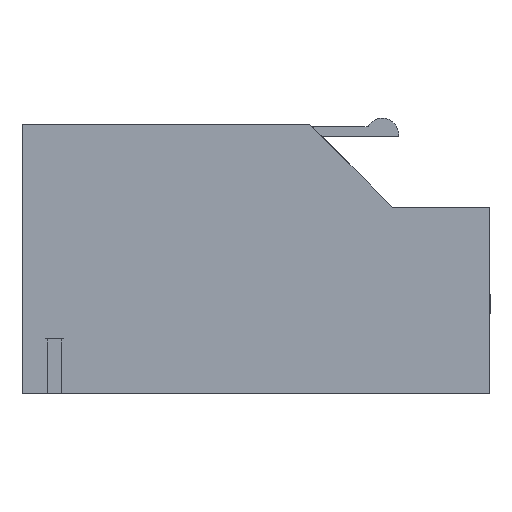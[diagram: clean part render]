
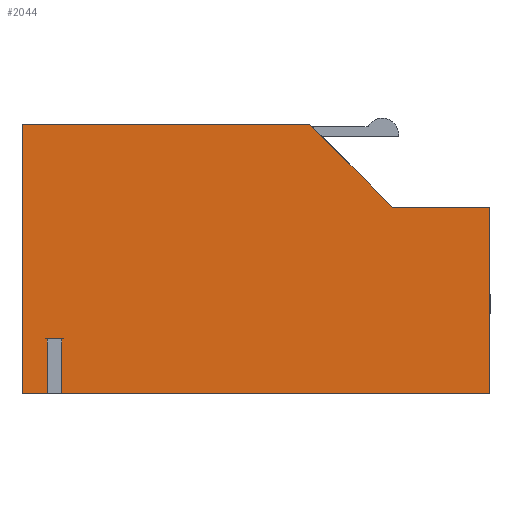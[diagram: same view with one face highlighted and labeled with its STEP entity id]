
A CAD part, left-side view. The second image highlights one B-rep face of the part: STEP entity #2044.
In plain terms, the highlighted planar face has unit normal (-1, 0, 0).
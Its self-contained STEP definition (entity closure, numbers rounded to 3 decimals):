
#487=DIRECTION('',(0.,0.,-1.));
#488=VECTOR('',#487,37.407);
#489=CARTESIAN_POINT('',(-187.246,50.012,140.7));
#490=LINE('',#489,#488);
#543=DIRECTION('',(0.,1.,0.));
#544=VECTOR('',#543,19.56);
#545=CARTESIAN_POINT('',(-187.246,50.012,140.7));
#546=LINE('',#545,#544);
#550=DIRECTION('',(0.,-1.,0.));
#551=VECTOR('',#550,85.85);
#552=CARTESIAN_POINT('',(-187.246,135.862,103.293));
#553=LINE('',#552,#551);
#557=DIRECTION('',(0.,0.,-1.));
#558=VECTOR('',#557,11.);
#559=CARTESIAN_POINT('',(-187.246,135.862,114.293));
#560=LINE('',#559,#558);
#564=DIRECTION('',(0.,-1.,0.));
#565=VECTOR('',#564,2.9);
#566=CARTESIAN_POINT('',(-187.246,138.762,114.293));
#567=LINE('',#566,#565);
#571=DIRECTION('',(0.,0.,1.));
#572=VECTOR('',#571,11.);
#573=CARTESIAN_POINT('',(-187.246,138.762,103.293));
#574=LINE('',#573,#572);
#578=DIRECTION('',(0.,-1.,0.));
#579=VECTOR('',#578,5.05);
#580=CARTESIAN_POINT('',(-187.246,143.812,103.293));
#581=LINE('',#580,#579);
#585=DIRECTION('',(0.,0.,-1.));
#586=VECTOR('',#585,54.007);
#587=CARTESIAN_POINT('',(-187.246,143.812,157.3));
#588=LINE('',#587,#586);
#592=DIRECTION('',(0.,1.,0.));
#593=VECTOR('',#592,57.64);
#594=CARTESIAN_POINT('',(-187.246,86.171,157.3));
#595=LINE('',#594,#593);
#599=DIRECTION('',(0.,0.707,0.707));
#600=VECTOR('',#599,23.476);
#601=CARTESIAN_POINT('',(-187.246,69.571,140.7));
#602=LINE('',#601,#600);
#1439=CARTESIAN_POINT('',(-187.246,69.571,140.7));
#1441=VERTEX_POINT('',#1439);
#1467=CARTESIAN_POINT('',(-187.246,86.171,157.3));
#1468=VERTEX_POINT('',#1467);
#1489=CARTESIAN_POINT('',(-187.246,50.012,140.7));
#1490=VERTEX_POINT('',#1489);
#1505=CARTESIAN_POINT('',(-187.246,143.812,157.3));
#1506=VERTEX_POINT('',#1505);
#1513=CARTESIAN_POINT('',(-187.246,50.012,103.293));
#1514=VERTEX_POINT('',#1513);
#1523=CARTESIAN_POINT('',(-187.246,143.812,103.293));
#1524=VERTEX_POINT('',#1523);
#1529=CARTESIAN_POINT('',(-187.246,135.862,103.293));
#1530=VERTEX_POINT('',#1529);
#1543=CARTESIAN_POINT('',(-187.246,138.762,103.293));
#1544=VERTEX_POINT('',#1543);
#1579=CARTESIAN_POINT('',(-187.246,138.762,114.293));
#1580=VERTEX_POINT('',#1579);
#1583=CARTESIAN_POINT('',(-187.246,135.862,114.293));
#1584=VERTEX_POINT('',#1583);
#2019=CARTESIAN_POINT('',(-187.246,143.812,101.693));
#2020=DIRECTION('',(-1.,0.,0.));
#2021=DIRECTION('',(0.,0.,1.));
#2022=AXIS2_PLACEMENT_3D('',#2019,#2020,#2021);
#2023=PLANE('',#2022);
#2025=ORIENTED_EDGE('',*,*,#2024,.F.);
#2026=ORIENTED_EDGE('',*,*,#1990,.T.);
#2027=ORIENTED_EDGE('',*,*,#1772,.F.);
#2029=ORIENTED_EDGE('',*,*,#2028,.F.);
#2031=ORIENTED_EDGE('',*,*,#2030,.F.);
#2033=ORIENTED_EDGE('',*,*,#2032,.F.);
#2035=ORIENTED_EDGE('',*,*,#2034,.F.);
#2037=ORIENTED_EDGE('',*,*,#2036,.F.);
#2039=ORIENTED_EDGE('',*,*,#2038,.F.);
#2041=ORIENTED_EDGE('',*,*,#2040,.F.);
#2042=EDGE_LOOP('',(#2025,#2026,#2027,#2029,#2031,#2033,#2035,#2037,#2039,
#2041));
#2043=FACE_OUTER_BOUND('',#2042,.F.);
#1772=EDGE_CURVE('',#1530,#1514,#553,.T.);
#1990=EDGE_CURVE('',#1490,#1514,#490,.T.);
#2024=EDGE_CURVE('',#1490,#1441,#546,.T.);
#2028=EDGE_CURVE('',#1584,#1530,#560,.T.);
#2030=EDGE_CURVE('',#1580,#1584,#567,.T.);
#2032=EDGE_CURVE('',#1544,#1580,#574,.T.);
#2034=EDGE_CURVE('',#1524,#1544,#581,.T.);
#2036=EDGE_CURVE('',#1506,#1524,#588,.T.);
#2038=EDGE_CURVE('',#1468,#1506,#595,.T.);
#2040=EDGE_CURVE('',#1441,#1468,#602,.T.);
#2044=ADVANCED_FACE('',(#2043),#2023,.T.);
